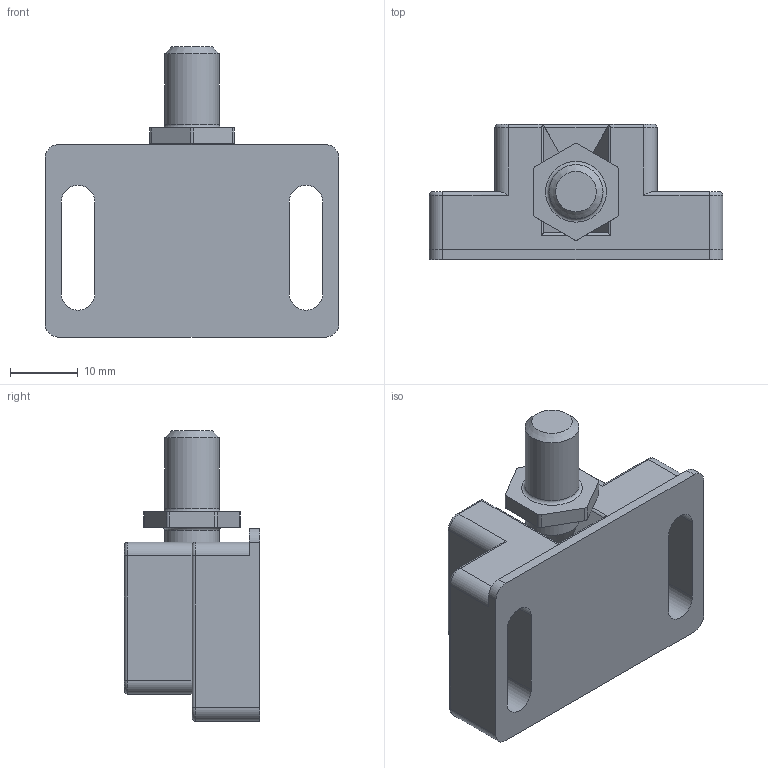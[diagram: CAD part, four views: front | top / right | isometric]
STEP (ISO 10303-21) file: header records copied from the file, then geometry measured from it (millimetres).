
FILE_DESCRIPTION((''),'2;1');
FILE_NAME('AR3834.stp','2018-05-25T12:51:42',('Konstruktor II'),(''),'Autodesk Inventor 2013','Autodesk Inventor 2013','');
FILE_SCHEMA(('AUTOMOTIVE_DESIGN { 1 0 10303 214 1 1 1 1 }'));
Length unit declared in the file: millimetre
Products named in the file (3): AR3834; AR3834 I; AR3834 II
Assembly tree (2 placements, depth 2):
  AR3834
    AR3834 I
    AR3834 II
Bounding box: 43.5 x 20 x 42.99 mm (x, y, z)
Volume: 15021.1 mm3; surface area: 6610.6 mm2
Topology: 2 solids, 2 shells, 87 faces, 219 edges, 139 vertices
Faces by surface type: cylinder 38, plane 33, torus 11, sphere 3, cone 2
Full cylindrical faces by diameter (mm): 8 x2
Entity records: 2659 total; most frequent: DIRECTION 480, CARTESIAN_POINT 448, ORIENTED_EDGE 418, EDGE_CURVE 209, AXIS2_PLACEMENT_3D 181, VERTEX_POINT 137, VECTOR 118, LINE 118
